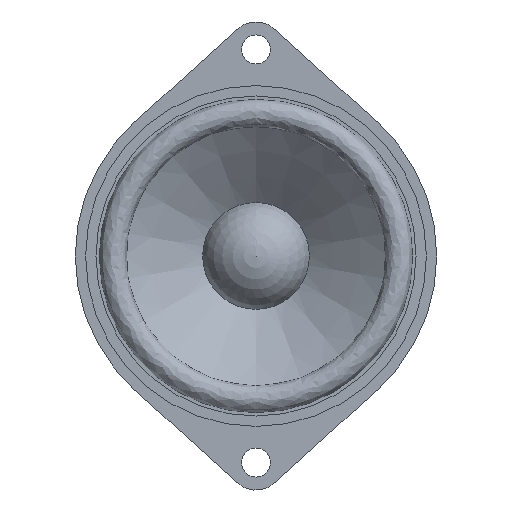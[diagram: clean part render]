
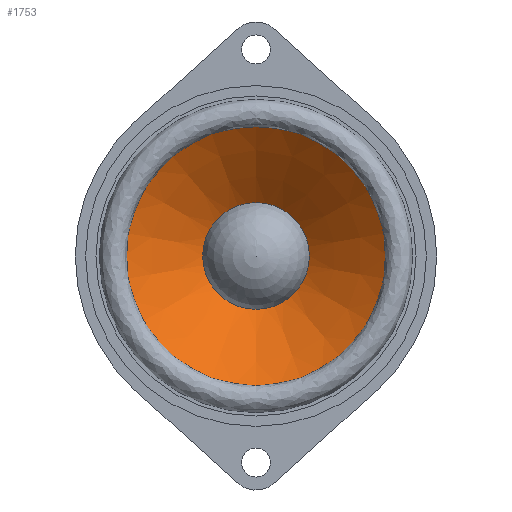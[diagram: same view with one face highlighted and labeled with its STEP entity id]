
A CAD part, front view. The second image highlights one B-rep face of the part: STEP entity #1753.
In plain terms, the highlighted conical face has half-angle 51.081 degrees and reference radius 7.746 mm.
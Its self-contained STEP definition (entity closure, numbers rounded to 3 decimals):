
#1619 = SURFACE_OF_REVOLUTION('',#1620,#1625);
#1620 = CIRCLE('',#1621,2.);
#1621 = AXIS2_PLACEMENT_3D('',#1622,#1623,#1624);
#1622 = CARTESIAN_POINT('',(0.,-0.5,20.75));
#1623 = DIRECTION('',(1.,0.,0.));
#1624 = DIRECTION('',(0.,1.,0.));
#1625 = AXIS1_PLACEMENT('',#1626,#1627);
#1626 = CARTESIAN_POINT('',(0.,0.,0.));
#1627 = DIRECTION('',(0.,1.,0.));
#1699 = VERTEX_POINT('',#1700);
#1700 = CARTESIAN_POINT('',(0.,0.756,
    19.194));
#1722 = EDGE_CURVE('',#1699,#1699,#1723,.T.);
#1723 = SURFACE_CURVE('',#1724,(#1729,#1736),.PCURVE_S1.);
#1724 = CIRCLE('',#1725,19.194);
#1725 = AXIS2_PLACEMENT_3D('',#1726,#1727,#1728);
#1726 = CARTESIAN_POINT('',(0.,0.756,0.)
  );
#1727 = DIRECTION('',(0.,1.,0.));
#1728 = DIRECTION('',(0.,0.,1.));
#1729 = PCURVE('',#1619,#1730);
#1730 = DEFINITIONAL_REPRESENTATION('',(#1731),#1735);
#1731 = LINE('',#1732,#1733);
#1732 = CARTESIAN_POINT('',(0.,5.392));
#1733 = VECTOR('',#1734,1.);
#1734 = DIRECTION('',(1.,0.));
#1735 = ( GEOMETRIC_REPRESENTATION_CONTEXT(2) 
PARAMETRIC_REPRESENTATION_CONTEXT() REPRESENTATION_CONTEXT('2D SPACE',''
  ) );
#1736 = PCURVE('',#1737,#1742);
#1737 = CONICAL_SURFACE('',#1738,7.746,0.892);
#1738 = AXIS2_PLACEMENT_3D('',#1739,#1740,#1741);
#1739 = CARTESIAN_POINT('',(0.,10.,0.));
#1740 = DIRECTION('',(0.,-1.,0.));
#1741 = DIRECTION('',(0.,0.,1.));
#1742 = DEFINITIONAL_REPRESENTATION('',(#1743),#1747);
#1743 = LINE('',#1744,#1745);
#1744 = CARTESIAN_POINT('',(0.,9.244));
#1745 = VECTOR('',#1746,1.);
#1746 = DIRECTION('',(-1.,0.));
#1747 = ( GEOMETRIC_REPRESENTATION_CONTEXT(2) 
PARAMETRIC_REPRESENTATION_CONTEXT() REPRESENTATION_CONTEXT('2D SPACE',''
  ) );
#1753 = ADVANCED_FACE('',(#1754),#1737,.F.);
#1754 = FACE_BOUND('',#1755,.T.);
#1755 = EDGE_LOOP('',(#1756,#1785,#1806,#1807));
#1756 = ORIENTED_EDGE('',*,*,#1757,.T.);
#1757 = EDGE_CURVE('',#1758,#1758,#1760,.T.);
#1758 = VERTEX_POINT('',#1759);
#1759 = CARTESIAN_POINT('',(0.,10.,7.746));
#1760 = SURFACE_CURVE('',#1761,(#1766,#1773),.PCURVE_S1.);
#1761 = CIRCLE('',#1762,7.746);
#1762 = AXIS2_PLACEMENT_3D('',#1763,#1764,#1765);
#1763 = CARTESIAN_POINT('',(0.,10.,0.));
#1764 = DIRECTION('',(0.,1.,0.));
#1765 = DIRECTION('',(0.,0.,1.));
#1766 = PCURVE('',#1737,#1767);
#1767 = DEFINITIONAL_REPRESENTATION('',(#1768),#1772);
#1768 = LINE('',#1769,#1770);
#1769 = CARTESIAN_POINT('',(0.,0.));
#1770 = VECTOR('',#1771,1.);
#1771 = DIRECTION('',(-1.,0.));
#1772 = ( GEOMETRIC_REPRESENTATION_CONTEXT(2) 
PARAMETRIC_REPRESENTATION_CONTEXT() REPRESENTATION_CONTEXT('2D SPACE',''
  ) );
#1773 = PCURVE('',#1774,#1779);
#1774 = SPHERICAL_SURFACE('',#1775,8.);
#1775 = AXIS2_PLACEMENT_3D('',#1776,#1777,#1778);
#1776 = CARTESIAN_POINT('',(0.,12.,0.));
#1777 = DIRECTION('',(0.,-1.,0.));
#1778 = DIRECTION('',(0.,0.,1.));
#1779 = DEFINITIONAL_REPRESENTATION('',(#1780),#1784);
#1780 = LINE('',#1781,#1782);
#1781 = CARTESIAN_POINT('',(0.,0.253));
#1782 = VECTOR('',#1783,1.);
#1783 = DIRECTION('',(-1.,0.));
#1784 = ( GEOMETRIC_REPRESENTATION_CONTEXT(2) 
PARAMETRIC_REPRESENTATION_CONTEXT() REPRESENTATION_CONTEXT('2D SPACE',''
  ) );
#1785 = ORIENTED_EDGE('',*,*,#1786,.T.);
#1786 = EDGE_CURVE('',#1758,#1699,#1787,.T.);
#1787 = SEAM_CURVE('',#1788,(#1792,#1799),.PCURVE_S1.);
#1788 = LINE('',#1789,#1790);
#1789 = CARTESIAN_POINT('',(0.,10.,7.746));
#1790 = VECTOR('',#1791,1.);
#1791 = DIRECTION('',(0.,-0.628,
    0.778));
#1792 = PCURVE('',#1737,#1793);
#1793 = DEFINITIONAL_REPRESENTATION('',(#1794),#1798);
#1794 = LINE('',#1795,#1796);
#1795 = CARTESIAN_POINT('',(0.,0.));
#1796 = VECTOR('',#1797,1.);
#1797 = DIRECTION('',(0.,1.));
#1798 = ( GEOMETRIC_REPRESENTATION_CONTEXT(2) 
PARAMETRIC_REPRESENTATION_CONTEXT() REPRESENTATION_CONTEXT('2D SPACE',''
  ) );
#1799 = PCURVE('',#1737,#1800);
#1800 = DEFINITIONAL_REPRESENTATION('',(#1801),#1805);
#1801 = LINE('',#1802,#1803);
#1802 = CARTESIAN_POINT('',(-6.283,0.));
#1803 = VECTOR('',#1804,1.);
#1804 = DIRECTION('',(0.,1.));
#1805 = ( GEOMETRIC_REPRESENTATION_CONTEXT(2) 
PARAMETRIC_REPRESENTATION_CONTEXT() REPRESENTATION_CONTEXT('2D SPACE',''
  ) );
#1806 = ORIENTED_EDGE('',*,*,#1722,.F.);
#1807 = ORIENTED_EDGE('',*,*,#1786,.F.);
